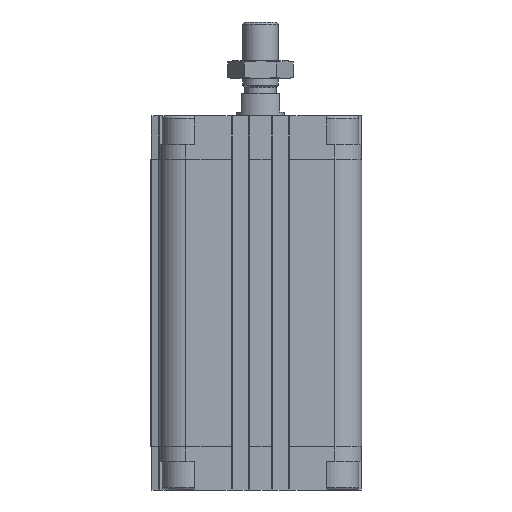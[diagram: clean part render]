
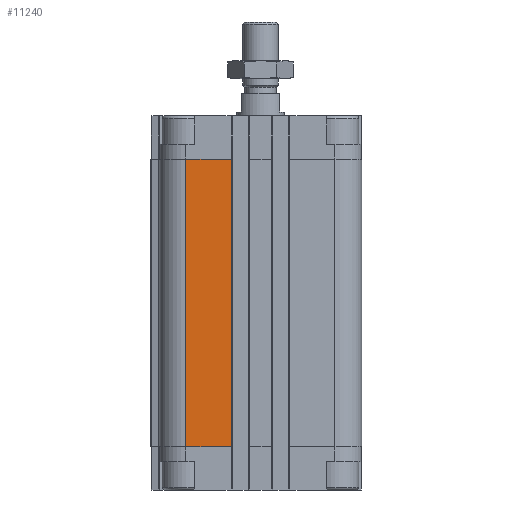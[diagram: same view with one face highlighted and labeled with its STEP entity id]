
A CAD part, left-side view. The second image highlights one B-rep face of the part: STEP entity #11240.
In plain terms, the highlighted face is planar.
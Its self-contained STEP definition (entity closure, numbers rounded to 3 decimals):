
#207=LINE('',#16971,#1249);
#543=LINE('',#17886,#1585);
#563=LINE('',#17973,#1605);
#564=LINE('',#17975,#1606);
#1249=VECTOR('',#13212,1000.);
#1585=VECTOR('',#14056,1000.);
#1605=VECTOR('',#14180,1000.);
#1606=VECTOR('',#14183,1000.);
#2255=PLANE('',#12163);
#4207=ORIENTED_EDGE('',*,*,#7075,.F.);
#4208=ORIENTED_EDGE('',*,*,#7119,.F.);
#4209=ORIENTED_EDGE('',*,*,#6614,.T.);
#4210=ORIENTED_EDGE('',*,*,#7120,.T.);
#6614=EDGE_CURVE('',#8252,#8251,#207,.T.);
#7075=EDGE_CURVE('',#8576,#8577,#543,.T.);
#7119=EDGE_CURVE('',#8252,#8576,#563,.T.);
#7120=EDGE_CURVE('',#8251,#8577,#564,.T.);
#8251=VERTEX_POINT('',#16970);
#8252=VERTEX_POINT('',#16972);
#8576=VERTEX_POINT('',#17885);
#8577=VERTEX_POINT('',#17887);
#9681=EDGE_LOOP('',(#4207,#4208,#4209,#4210));
#10451=FACE_BOUND('',#9681,.T.);
#11240=ADVANCED_FACE('',(#10451),#2255,.T.);
#12163=AXIS2_PLACEMENT_3D('',#17974,#14181,#14182);
#13212=DIRECTION('',(0.,1.,0.));
#14056=DIRECTION('',(0.,1.,0.));
#14180=DIRECTION('',(0.,0.,1.));
#14181=DIRECTION('',(1.,0.,0.));
#14182=DIRECTION('',(0.,0.,-1.));
#14183=DIRECTION('',(0.,0.,1.));
#16970=CARTESIAN_POINT('',(34.,-9.85,-111.));
#16971=CARTESIAN_POINT('',(34.,-25.,-111.));
#16972=CARTESIAN_POINT('',(34.,-25.,-111.));
#17885=CARTESIAN_POINT('',(34.,-25.,-14.5));
#17886=CARTESIAN_POINT('',(34.,-25.,-14.5));
#17887=CARTESIAN_POINT('',(34.,-9.85,-14.5));
#17973=CARTESIAN_POINT('',(34.,-25.,-111.));
#17974=CARTESIAN_POINT('',(34.,-25.,-111.));
#17975=CARTESIAN_POINT('',(34.,-9.85,-111.));
